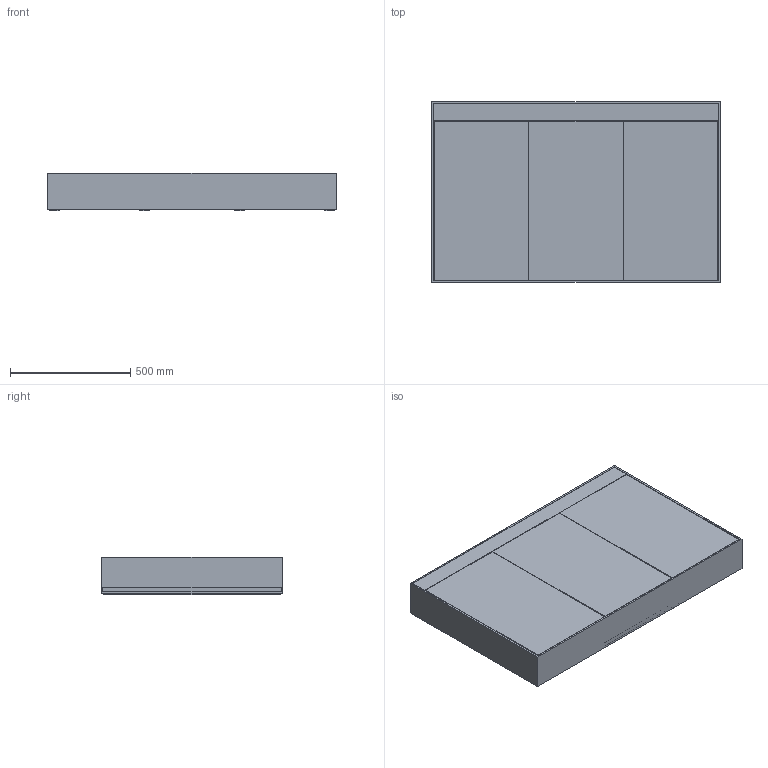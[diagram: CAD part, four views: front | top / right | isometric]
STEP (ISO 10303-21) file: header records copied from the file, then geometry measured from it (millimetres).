
FILE_DESCRIPTION (( 'STEP AP214' ), '1' );
FILE_NAME ('SCA-SPS2-12.STEP', '2020-08-03T09:03:04', ( 'User' ), ( '' ), 'SwSTEP 2.0', 'SolidWorks 2019', '' );
FILE_SCHEMA (( 'AUTOMOTIVE_DESIGN' ));
Length unit declared in the file: millimetre
Products named in the file (2): SCA-SPS2-12
Bounding box: 1200 x 750 x 157 mm (x, y, z)
Volume: 37813482.2 mm3; surface area: 8151728.7 mm2
Topology: 43 solids, 43 shells, 597 faces, 1491 edges, 986 vertices
Faces by surface type: plane 431, cylinder 152, torus 14
Entity records: 18434 total; most frequent: CARTESIAN_POINT 3236, DIRECTION 3031, ORIENTED_EDGE 2982, EDGE_CURVE 1491, LINE 1101, VECTOR 1101, VERTEX_POINT 986, AXIS2_PLACEMENT_3D 965
